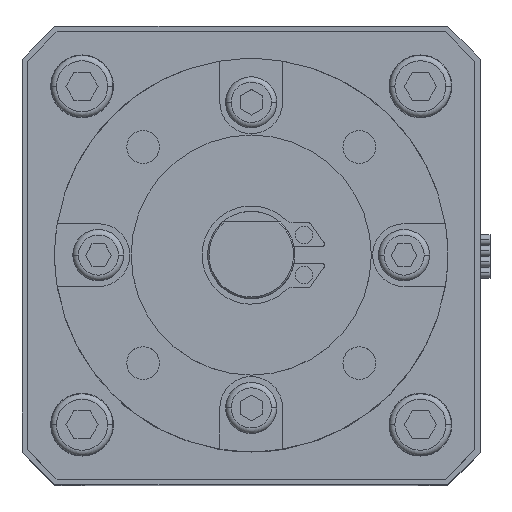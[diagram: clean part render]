
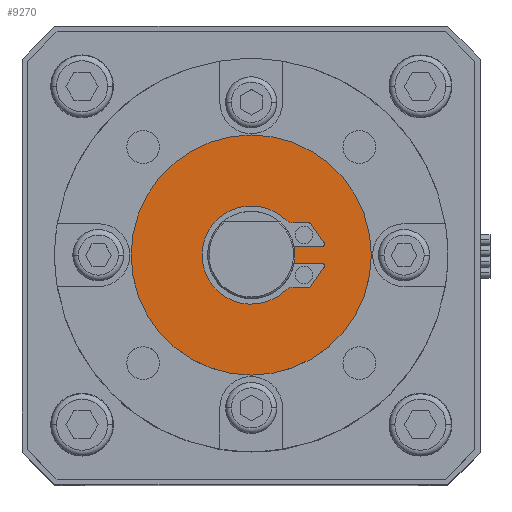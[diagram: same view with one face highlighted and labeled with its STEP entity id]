
A CAD part, top view. The second image highlights one B-rep face of the part: STEP entity #9270.
In plain terms, the highlighted planar face has unit normal (0, 0, 1).
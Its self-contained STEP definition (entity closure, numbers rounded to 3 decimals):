
#78 = VERTEX_POINT ( 'NONE', #5262 ) ;
#90 = DIRECTION ( 'NONE',  ( 0., 0., 1. ) ) ;
#407 = ORIENTED_EDGE ( 'NONE', *, *, #7900, .T. ) ;
#425 = CARTESIAN_POINT ( 'NONE',  ( 5.275, 2.941, 29.3 ) ) ;
#433 = EDGE_LOOP ( 'NONE', ( #9083, #1604, #2577, #3140, #4189, #10544, #11050, #8535, #2588, #7947, #2765, #6560, #4625, #7861, #407 ) ) ;
#499 = VERTEX_POINT ( 'NONE', #5587 ) ;
#530 = DIRECTION ( 'NONE',  ( 0., 0., 1. ) ) ;
#587 = DIRECTION ( 'NONE',  ( 1., 0., 0. ) ) ;
#706 = CARTESIAN_POINT ( 'NONE',  ( 0., 0., 29.3 ) ) ;
#718 = AXIS2_PLACEMENT_3D ( 'NONE', #12136, #12014, #5584 ) ;
#803 = CARTESIAN_POINT ( 'NONE',  ( 5.481, 2.833, 29.3 ) ) ;
#835 = ORIENTED_EDGE ( 'NONE', *, *, #6774, .T. ) ;
#902 = DIRECTION ( 'NONE',  ( 1., 0., 0. ) ) ;
#941 = CIRCLE ( 'NONE', #1936, 11. ) ;
#952 = VECTOR ( 'NONE', #2431, 1000. ) ;
#1340 = VERTEX_POINT ( 'NONE', #803 ) ;
#1385 = VERTEX_POINT ( 'NONE', #8240 ) ;
#1579 = EDGE_CURVE ( 'NONE', #8965, #9674, #11984, .T. ) ;
#1604 = ORIENTED_EDGE ( 'NONE', *, *, #5578, .T. ) ;
#1694 = CARTESIAN_POINT ( 'NONE',  ( -4.5, 0., 29.3 ) ) ;
#1697 = CARTESIAN_POINT ( 'NONE',  ( 6.442, -0.75, 29.3 ) ) ;
#1842 = AXIS2_PLACEMENT_3D ( 'NONE', #2461, #9140, #587 ) ;
#1926 = EDGE_CURVE ( 'NONE', #499, #78, #7205, .T. ) ;
#1936 = AXIS2_PLACEMENT_3D ( 'NONE', #4671, #6417, #6653 ) ;
#1948 = CIRCLE ( 'NONE', #12318, 4.5 ) ;
#1958 = EDGE_CURVE ( 'NONE', #6608, #1340, #11025, .T. ) ;
#1964 = CARTESIAN_POINT ( 'NONE',  ( 5.275, -2.691, 29.3 ) ) ;
#1998 = EDGE_CURVE ( 'NONE', #6793, #3437, #9617, .T. ) ;
#2116 = DIRECTION ( 'NONE',  ( -1., 0., 0. ) ) ;
#2132 = DIRECTION ( 'NONE',  ( 1., 0., 0. ) ) ;
#2203 = CARTESIAN_POINT ( 'NONE',  ( 5.406, 2.941, 29.3 ) ) ;
#2280 = EDGE_CURVE ( 'NONE', #6793, #4730, #12018, .T. ) ;
#2431 = DIRECTION ( 'NONE',  ( 0.568, 0.823, 0. ) ) ;
#2461 = CARTESIAN_POINT ( 'NONE',  ( 5.275, 2.691, 29.3 ) ) ;
#2484 = VERTEX_POINT ( 'NONE', #3444 ) ;
#2530 = FACE_OUTER_BOUND ( 'NONE', #6545, .T. ) ;
#2577 = ORIENTED_EDGE ( 'NONE', *, *, #10434, .F. ) ;
#2588 = ORIENTED_EDGE ( 'NONE', *, *, #11464, .F. ) ;
#2655 = DIRECTION ( 'NONE',  ( -1., 0., 0. ) ) ;
#2675 = DIRECTION ( 'NONE',  ( 0., 0., 1. ) ) ;
#2765 = ORIENTED_EDGE ( 'NONE', *, *, #1926, .F. ) ;
#2947 = VECTOR ( 'NONE', #9928, 1000. ) ;
#3056 = CARTESIAN_POINT ( 'NONE',  ( 6.442, 1., 29.3 ) ) ;
#3073 = VERTEX_POINT ( 'NONE', #9775 ) ;
#3140 = ORIENTED_EDGE ( 'NONE', *, *, #1998, .F. ) ;
#3235 = AXIS2_PLACEMENT_3D ( 'NONE', #3056, #8731, #2116 ) ;
#3307 = VERTEX_POINT ( 'NONE', #3603 ) ;
#3396 = CARTESIAN_POINT ( 'NONE',  ( 3.837, 2.941, 29.3 ) ) ;
#3398 = DIRECTION ( 'NONE',  ( -1., 0., 0. ) ) ;
#3410 = CARTESIAN_POINT ( 'NONE',  ( 6.442, -1., 29.3 ) ) ;
#3437 = VERTEX_POINT ( 'NONE', #1694 ) ;
#3444 = CARTESIAN_POINT ( 'NONE',  ( 3.837, -2.941, 29.3 ) ) ;
#3479 = CARTESIAN_POINT ( 'NONE',  ( 3.837, -3.941, 29.3 ) ) ;
#3561 = LINE ( 'NONE', #4613, #952 ) ;
#3603 = CARTESIAN_POINT ( 'NONE',  ( 11., 0., 29.3 ) ) ;
#3655 = CARTESIAN_POINT ( 'NONE',  ( 3.406, 2.941, 29.3 ) ) ;
#3685 = CARTESIAN_POINT ( 'NONE',  ( 6.442, 0.75, 29.3 ) ) ;
#3728 = CARTESIAN_POINT ( 'NONE',  ( 3.139, 3.224, 29.3 ) ) ;
#3772 = DIRECTION ( 'NONE',  ( -1., 0., 0. ) ) ;
#3801 = AXIS2_PLACEMENT_3D ( 'NONE', #3410, #8209, #7214 ) ;
#4186 = CARTESIAN_POINT ( 'NONE',  ( 5.406, -2.941, 29.3 ) ) ;
#4189 = ORIENTED_EDGE ( 'NONE', *, *, #2280, .T. ) ;
#4276 = DIRECTION ( 'NONE',  ( 0., 0., 1. ) ) ;
#4401 = DIRECTION ( 'NONE',  ( -1., 0., 0. ) ) ;
#4589 = CARTESIAN_POINT ( 'NONE',  ( 6.648, 1.142, 29.3 ) ) ;
#4606 = CARTESIAN_POINT ( 'NONE',  ( 0., 0., 29.3 ) ) ;
#4613 = CARTESIAN_POINT ( 'NONE',  ( 6.648, -1.142, 29.3 ) ) ;
#4625 = ORIENTED_EDGE ( 'NONE', *, *, #1579, .F. ) ;
#4671 = CARTESIAN_POINT ( 'NONE',  ( 0., 0., 29.3 ) ) ;
#4680 = AXIS2_PLACEMENT_3D ( 'NONE', #11881, #4276, #3398 ) ;
#4730 = VERTEX_POINT ( 'NONE', #3396 ) ;
#4997 = DIRECTION ( 'NONE',  ( 1., 0., 0. ) ) ;
#5237 = AXIS2_PLACEMENT_3D ( 'NONE', #9933, #7063, #2132 ) ;
#5262 = CARTESIAN_POINT ( 'NONE',  ( 3.419, 0.75, 29.3 ) ) ;
#5338 = LINE ( 'NONE', #11882, #11146 ) ;
#5525 = PLANE ( 'NONE',  #718 ) ;
#5578 = EDGE_CURVE ( 'NONE', #2484, #3073, #11914, .T. ) ;
#5584 = DIRECTION ( 'NONE',  ( 1., 0., 0. ) ) ;
#5587 = CARTESIAN_POINT ( 'NONE',  ( 3.419, -0.75, 29.3 ) ) ;
#5711 = CARTESIAN_POINT ( 'NONE',  ( 6.648, -1.142, 29.3 ) ) ;
#5920 = EDGE_CURVE ( 'NONE', #9674, #499, #5338, .T. ) ;
#6150 = VECTOR ( 'NONE', #3772, 1000. ) ;
#6213 = EDGE_CURVE ( 'NONE', #78, #6364, #6998, .T. ) ;
#6338 = FACE_BOUND ( 'NONE', #433, .T. ) ;
#6364 = VERTEX_POINT ( 'NONE', #3685 ) ;
#6417 = DIRECTION ( 'NONE',  ( 0., 0., 1. ) ) ;
#6545 = EDGE_LOOP ( 'NONE', ( #835, #9770 ) ) ;
#6560 = ORIENTED_EDGE ( 'NONE', *, *, #5920, .F. ) ;
#6608 = VERTEX_POINT ( 'NONE', #425 ) ;
#6653 = DIRECTION ( 'NONE',  ( 1., 0., 0. ) ) ;
#6774 = EDGE_CURVE ( 'NONE', #9792, #3307, #12297, .T. ) ;
#6784 = EDGE_CURVE ( 'NONE', #3307, #9792, #941, .T. ) ;
#6793 = VERTEX_POINT ( 'NONE', #3728 ) ;
#6925 = AXIS2_PLACEMENT_3D ( 'NONE', #4606, #2675, #7477 ) ;
#6928 = LINE ( 'NONE', #4186, #8722 ) ;
#6998 = LINE ( 'NONE', #7060, #2947 ) ;
#7010 = DIRECTION ( 'NONE',  ( -0.568, 0.823, 0. ) ) ;
#7060 = CARTESIAN_POINT ( 'NONE',  ( 6.442, 0.75, 29.3 ) ) ;
#7063 = DIRECTION ( 'NONE',  ( 0., 0., 1. ) ) ;
#7205 = CIRCLE ( 'NONE', #4680, 3.5 ) ;
#7214 = DIRECTION ( 'NONE',  ( -1., 0., 0. ) ) ;
#7326 = VECTOR ( 'NONE', #7010, 1000. ) ;
#7422 = CIRCLE ( 'NONE', #3235, 0.25 ) ;
#7477 = DIRECTION ( 'NONE',  ( 1., 0., 0. ) ) ;
#7670 = CARTESIAN_POINT ( 'NONE',  ( -11., 0., 29.3 ) ) ;
#7832 = DIRECTION ( 'NONE',  ( 0., 0., -1. ) ) ;
#7861 = ORIENTED_EDGE ( 'NONE', *, *, #10178, .F. ) ;
#7900 = EDGE_CURVE ( 'NONE', #1385, #9739, #8603, .T. ) ;
#7947 = ORIENTED_EDGE ( 'NONE', *, *, #6213, .F. ) ;
#8209 = DIRECTION ( 'NONE',  ( 0., 0., 1. ) ) ;
#8240 = CARTESIAN_POINT ( 'NONE',  ( 5.481, -2.833, 29.3 ) ) ;
#8535 = ORIENTED_EDGE ( 'NONE', *, *, #10733, .F. ) ;
#8603 = CIRCLE ( 'NONE', #9802, 0.25 ) ;
#8722 = VECTOR ( 'NONE', #4997, 1000. ) ;
#8731 = DIRECTION ( 'NONE',  ( 0., 0., 1. ) ) ;
#8965 = VERTEX_POINT ( 'NONE', #5711 ) ;
#9083 = ORIENTED_EDGE ( 'NONE', *, *, #9921, .F. ) ;
#9140 = DIRECTION ( 'NONE',  ( 0., 0., -1. ) ) ;
#9141 = DIRECTION ( 'NONE',  ( -1., 0., 0. ) ) ;
#9251 = CARTESIAN_POINT ( 'NONE',  ( 5.275, -2.941, 29.3 ) ) ;
#9270 = ADVANCED_FACE ( 'NONE', ( #2530, #6338 ), #5525, .T. ) ;
#9295 = VERTEX_POINT ( 'NONE', #4589 ) ;
#9384 = LINE ( 'NONE', #3655, #6150 ) ;
#9448 = CARTESIAN_POINT ( 'NONE',  ( 0., 0., 29.3 ) ) ;
#9520 = AXIS2_PLACEMENT_3D ( 'NONE', #3479, #90, #902 ) ;
#9617 = CIRCLE ( 'NONE', #11818, 4.5 ) ;
#9674 = VERTEX_POINT ( 'NONE', #1697 ) ;
#9739 = VERTEX_POINT ( 'NONE', #9251 ) ;
#9770 = ORIENTED_EDGE ( 'NONE', *, *, #6784, .T. ) ;
#9775 = CARTESIAN_POINT ( 'NONE',  ( 3.139, -3.224, 29.3 ) ) ;
#9792 = VERTEX_POINT ( 'NONE', #7670 ) ;
#9802 = AXIS2_PLACEMENT_3D ( 'NONE', #1964, #7832, #11383 ) ;
#9921 = EDGE_CURVE ( 'NONE', #2484, #9739, #6928, .T. ) ;
#9928 = DIRECTION ( 'NONE',  ( 1., 0., 0. ) ) ;
#9933 = CARTESIAN_POINT ( 'NONE',  ( 3.837, 3.941, 29.3 ) ) ;
#10178 = EDGE_CURVE ( 'NONE', #1385, #8965, #3561, .T. ) ;
#10434 = EDGE_CURVE ( 'NONE', #3437, #3073, #1948, .T. ) ;
#10544 = ORIENTED_EDGE ( 'NONE', *, *, #10555, .F. ) ;
#10555 = EDGE_CURVE ( 'NONE', #6608, #4730, #9384, .T. ) ;
#10733 = EDGE_CURVE ( 'NONE', #9295, #1340, #10762, .T. ) ;
#10762 = LINE ( 'NONE', #2203, #7326 ) ;
#11025 = CIRCLE ( 'NONE', #1842, 0.25 ) ;
#11050 = ORIENTED_EDGE ( 'NONE', *, *, #1958, .T. ) ;
#11146 = VECTOR ( 'NONE', #9141, 1000. ) ;
#11262 = DIRECTION ( 'NONE',  ( 0., 0., 1. ) ) ;
#11383 = DIRECTION ( 'NONE',  ( 1., 0., 0. ) ) ;
#11464 = EDGE_CURVE ( 'NONE', #6364, #9295, #7422, .T. ) ;
#11818 = AXIS2_PLACEMENT_3D ( 'NONE', #706, #530, #4401 ) ;
#11881 = CARTESIAN_POINT ( 'NONE',  ( 0., 0., 29.3 ) ) ;
#11882 = CARTESIAN_POINT ( 'NONE',  ( 3.419, -0.75, 29.3 ) ) ;
#11914 = CIRCLE ( 'NONE', #9520, 1. ) ;
#11984 = CIRCLE ( 'NONE', #3801, 0.25 ) ;
#12014 = DIRECTION ( 'NONE',  ( 0., 0., 1. ) ) ;
#12018 = CIRCLE ( 'NONE', #5237, 1. ) ;
#12136 = CARTESIAN_POINT ( 'NONE',  ( 0., 0., 29.3 ) ) ;
#12297 = CIRCLE ( 'NONE', #6925, 11. ) ;
#12318 = AXIS2_PLACEMENT_3D ( 'NONE', #9448, #11262, #2655 ) ;
